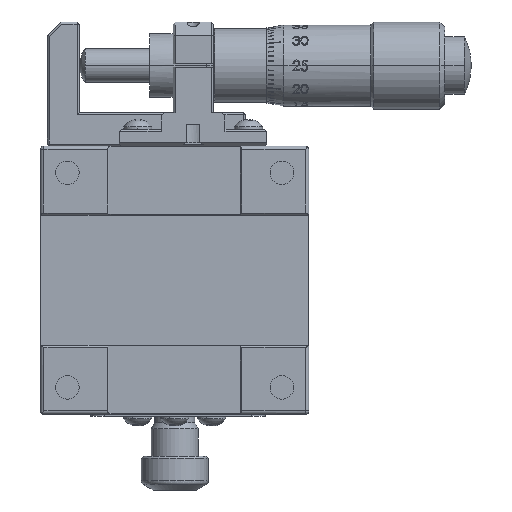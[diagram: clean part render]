
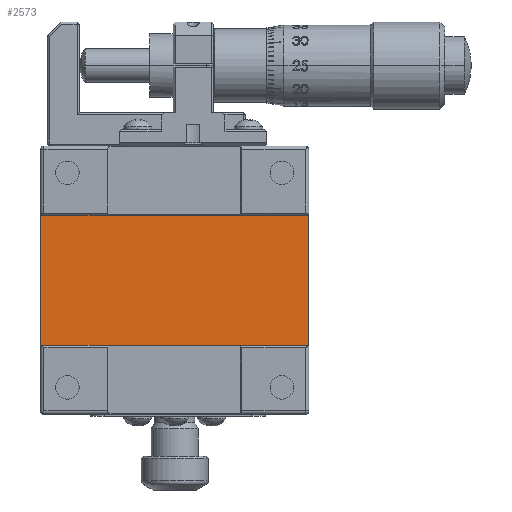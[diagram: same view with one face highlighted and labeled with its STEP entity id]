
A CAD part, front view. The second image highlights one B-rep face of the part: STEP entity #2573.
In plain terms, the highlighted planar face has unit normal (0, -1, 0).
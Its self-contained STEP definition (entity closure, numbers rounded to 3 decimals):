
#955 = DIRECTION ( 'NONE',  ( -1., 0., 0. ) ) ;
#2573 = ADVANCED_FACE ( 'NONE', ( #51749 ), #19392, .F. ) ;
#2958 = LINE ( 'NONE', #17288, #29194 ) ;
#5354 = DIRECTION ( 'NONE',  ( 1., 0., 0. ) ) ;
#12621 = VERTEX_POINT ( 'NONE', #18223 ) ;
#17288 = CARTESIAN_POINT ( 'NONE',  ( 55.994, -18.778, -12.636 ) ) ;
#18223 = CARTESIAN_POINT ( 'NONE',  ( 55.952, -18.778, 6.764 ) ) ;
#18228 = CARTESIAN_POINT ( 'NONE',  ( 16.035, -18.778, 6.764 ) ) ;
#19392 = PLANE ( 'NONE',  #41089 ) ;
#19514 = EDGE_CURVE ( 'NONE', #20125, #34089, #45422, .T. ) ;
#20125 = VERTEX_POINT ( 'NONE', #29431 ) ;
#20143 = LINE ( 'NONE', #42750, #37350 ) ;
#21413 = ORIENTED_EDGE ( 'NONE', *, *, #19514, .T. ) ;
#21631 = ORIENTED_EDGE ( 'NONE', *, *, #24939, .F. ) ;
#24538 = CARTESIAN_POINT ( 'NONE',  ( 55.952, -18.778, -12.636 ) ) ;
#24939 = EDGE_CURVE ( 'NONE', #57144, #34089, #2958, .T. ) ;
#28701 = EDGE_CURVE ( 'NONE', #57144, #12621, #51178, .T. ) ;
#28811 = DIRECTION ( 'NONE',  ( 0., 0., 1. ) ) ;
#29194 = VECTOR ( 'NONE', #50534, 1000. ) ;
#29431 = CARTESIAN_POINT ( 'NONE',  ( 16.035, -18.778, 6.764 ) ) ;
#34089 = VERTEX_POINT ( 'NONE', #41926 ) ;
#35381 = CARTESIAN_POINT ( 'NONE',  ( 55.952, -18.778, -12.636 ) ) ;
#36459 = VECTOR ( 'NONE', #28811, 1000. ) ;
#37350 = VECTOR ( 'NONE', #955, 1000. ) ;
#37443 = DIRECTION ( 'NONE',  ( 0., 0., -1. ) ) ;
#39884 = ORIENTED_EDGE ( 'NONE', *, *, #52942, .T. ) ;
#41089 = AXIS2_PLACEMENT_3D ( 'NONE', #52660, #42577, #5354 ) ;
#41926 = CARTESIAN_POINT ( 'NONE',  ( 16.035, -18.778, -12.636 ) ) ;
#42577 = DIRECTION ( 'NONE',  ( 0., 1., 0. ) ) ;
#42750 = CARTESIAN_POINT ( 'NONE',  ( 55.994, -18.778, 6.764 ) ) ;
#45422 = LINE ( 'NONE', #18228, #51285 ) ;
#47718 = EDGE_LOOP ( 'NONE', ( #21631, #53580, #39884, #21413 ) ) ;
#50534 = DIRECTION ( 'NONE',  ( -1., 0., 0. ) ) ;
#51178 = LINE ( 'NONE', #24538, #36459 ) ;
#51285 = VECTOR ( 'NONE', #37443, 1000. ) ;
#51749 = FACE_OUTER_BOUND ( 'NONE', #47718, .T. ) ;
#52660 = CARTESIAN_POINT ( 'NONE',  ( 55.994, -18.778, 6.764 ) ) ;
#52942 = EDGE_CURVE ( 'NONE', #12621, #20125, #20143, .T. ) ;
#53580 = ORIENTED_EDGE ( 'NONE', *, *, #28701, .T. ) ;
#57144 = VERTEX_POINT ( 'NONE', #35381 ) ;
